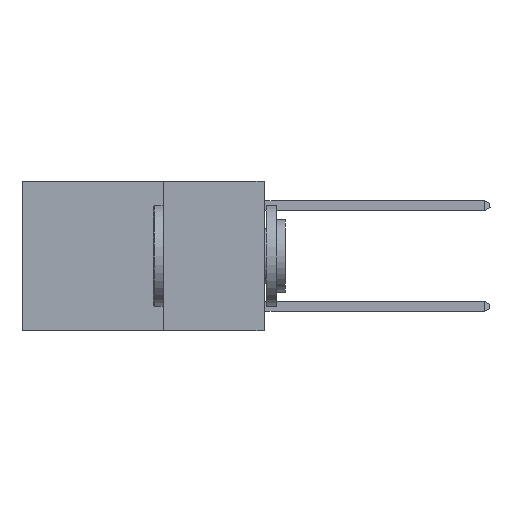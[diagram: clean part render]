
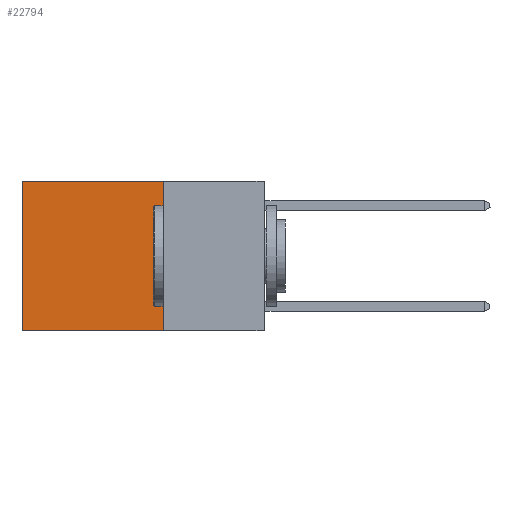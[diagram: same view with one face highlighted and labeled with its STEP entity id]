
A CAD part, left-side view. The second image highlights one B-rep face of the part: STEP entity #22794.
In plain terms, the highlighted planar face has unit normal (-1, 0, 0).
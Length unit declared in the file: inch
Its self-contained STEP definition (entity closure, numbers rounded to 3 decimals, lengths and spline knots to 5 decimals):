
#1063 = LINE ( 'NONE', #5737, #5505 ) ;
#1140 = VERTEX_POINT ( 'NONE', #3733 ) ;
#1320 = CARTESIAN_POINT ( 'NONE',  ( 0.2625, 0.25, 0. ) ) ;
#1800 = VECTOR ( 'NONE', #8969, 39.37008 ) ;
#2167 = EDGE_CURVE ( 'NONE', #14277, #1140, #13959, .T. ) ;
#2185 = CARTESIAN_POINT ( 'NONE',  ( 0.2625, 0.6, -0.37 ) ) ;
#2459 = DIRECTION ( 'NONE',  ( 0., 1., 0. ) ) ;
#3733 = CARTESIAN_POINT ( 'NONE',  ( 0.2625, 0.25, -0.37 ) ) ;
#4019 = FACE_OUTER_BOUND ( 'NONE', #5444, .T. ) ;
#4135 = DIRECTION ( 'NONE',  ( 0., 1., 0. ) ) ;
#4776 = PLANE ( 'NONE',  #7314 ) ;
#5444 = EDGE_LOOP ( 'NONE', ( #13643, #17061, #19122, #15347 ) ) ;
#5505 = VECTOR ( 'NONE', #4135, 39.37008 ) ;
#5737 = CARTESIAN_POINT ( 'NONE',  ( 0.2625, 0.25, 0. ) ) ;
#6173 = EDGE_CURVE ( 'NONE', #1140, #20949, #21993, .T. ) ;
#7314 = AXIS2_PLACEMENT_3D ( 'NONE', #1320, #19191, #13985 ) ;
#8969 = DIRECTION ( 'NONE',  ( 0., 0., -1. ) ) ;
#10996 = VERTEX_POINT ( 'NONE', #12455 ) ;
#11873 = EDGE_CURVE ( 'NONE', #10996, #20949, #18150, .T. ) ;
#12455 = CARTESIAN_POINT ( 'NONE',  ( 0.2625, 0.6, 0. ) ) ;
#13643 = ORIENTED_EDGE ( 'NONE', *, *, #11873, .T. ) ;
#13959 = LINE ( 'NONE', #17049, #1800 ) ;
#13985 = DIRECTION ( 'NONE',  ( 0., 0., -1. ) ) ;
#14277 = VERTEX_POINT ( 'NONE', #15957 ) ;
#15347 = ORIENTED_EDGE ( 'NONE', *, *, #21901, .T. ) ;
#15957 = CARTESIAN_POINT ( 'NONE',  ( 0.2625, 0.25, 0. ) ) ;
#16712 = CARTESIAN_POINT ( 'NONE',  ( 0.2625, 0.25, -0.37 ) ) ;
#17049 = CARTESIAN_POINT ( 'NONE',  ( 0.2625, 0.25, 0. ) ) ;
#17061 = ORIENTED_EDGE ( 'NONE', *, *, #6173, .F. ) ;
#18150 = LINE ( 'NONE', #20083, #20673 ) ;
#18859 = VECTOR ( 'NONE', #2459, 39.37008 ) ;
#19122 = ORIENTED_EDGE ( 'NONE', *, *, #2167, .F. ) ;
#19191 = DIRECTION ( 'NONE',  ( 1., 0., 0. ) ) ;
#20083 = CARTESIAN_POINT ( 'NONE',  ( 0.2625, 0.6, 0. ) ) ;
#20237 = DIRECTION ( 'NONE',  ( 0., 0., -1. ) ) ;
#20673 = VECTOR ( 'NONE', #20237, 39.37008 ) ;
#20949 = VERTEX_POINT ( 'NONE', #2185 ) ;
#21901 = EDGE_CURVE ( 'NONE', #14277, #10996, #1063, .T. ) ;
#21993 = LINE ( 'NONE', #16712, #18859 ) ;
#22794 = ADVANCED_FACE ( 'NONE', ( #4019 ), #4776, .F. ) ;
